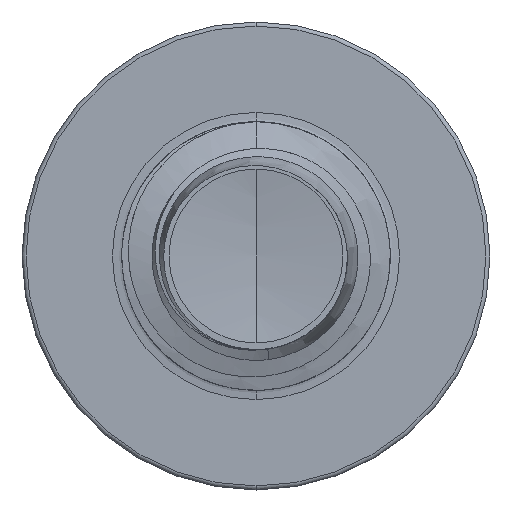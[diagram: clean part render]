
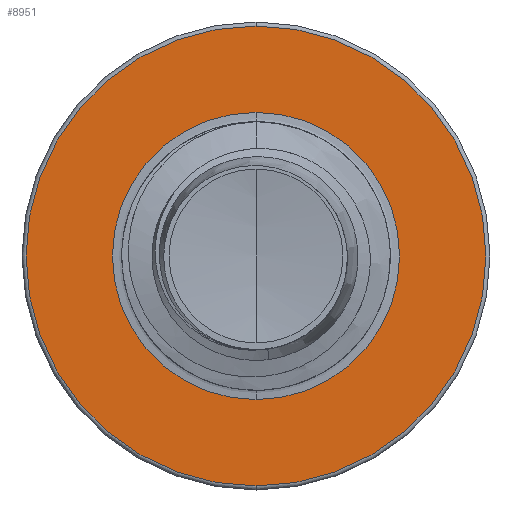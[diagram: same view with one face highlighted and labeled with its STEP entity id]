
A CAD part, front view. The second image highlights one B-rep face of the part: STEP entity #8951.
In plain terms, the highlighted planar face has unit normal (0, -1, 0).
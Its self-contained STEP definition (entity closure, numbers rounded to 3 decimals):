
#578 = DIRECTION ( 'NONE',  ( 0., 1., 0. ) ) ;
#1279 = AXIS2_PLACEMENT_3D ( 'NONE', #8705, #19823, #10396 ) ;
#1514 = AXIS2_PLACEMENT_3D ( 'NONE', #11469, #578, #12998 ) ;
#1593 = AXIS2_PLACEMENT_3D ( 'NONE', #3481, #15383, #5322 ) ;
#2682 = EDGE_LOOP ( 'NONE', ( #9499, #14196 ) ) ;
#3262 = CARTESIAN_POINT ( 'NONE',  ( 0., 11., -1.872 ) ) ;
#3481 = CARTESIAN_POINT ( 'NONE',  ( 0., 11., 0. ) ) ;
#3633 = VERTEX_POINT ( 'NONE', #9737 ) ;
#5115 = DIRECTION ( 'NONE',  ( 0., 1., 0. ) ) ;
#5322 = DIRECTION ( 'NONE',  ( 0., 0., 1. ) ) ;
#5398 = DIRECTION ( 'NONE',  ( 0., 1., 0. ) ) ;
#6698 = CIRCLE ( 'NONE', #1279, 1.872 ) ;
#7677 = AXIS2_PLACEMENT_3D ( 'NONE', #15450, #5398, #17037 ) ;
#7713 = VERTEX_POINT ( 'NONE', #14904 ) ;
#8705 = CARTESIAN_POINT ( 'NONE',  ( 0., 11., 0. ) ) ;
#8951 = ADVANCED_FACE ( 'NONE', ( #14313, #13321 ), #12009, .F. ) ;
#9499 = ORIENTED_EDGE ( 'NONE', *, *, #16125, .F. ) ;
#9737 = CARTESIAN_POINT ( 'NONE',  ( 0., 11., 2.998 ) ) ;
#10396 = DIRECTION ( 'NONE',  ( 0., 0., 1. ) ) ;
#10661 = AXIS2_PLACEMENT_3D ( 'NONE', #3262, #5115, #16795 ) ;
#11469 = CARTESIAN_POINT ( 'NONE',  ( 0., 11., 0. ) ) ;
#11709 = EDGE_CURVE ( 'NONE', #12103, #3633, #14548, .T. ) ;
#12009 = PLANE ( 'NONE',  #10661 ) ;
#12066 = CIRCLE ( 'NONE', #1593, 2.998 ) ;
#12103 = VERTEX_POINT ( 'NONE', #20986 ) ;
#12998 = DIRECTION ( 'NONE',  ( 0., 0., 1. ) ) ;
#13174 = EDGE_LOOP ( 'NONE', ( #15733, #18113 ) ) ;
#13321 = FACE_BOUND ( 'NONE', #13174, .T. ) ;
#14196 = ORIENTED_EDGE ( 'NONE', *, *, #11709, .F. ) ;
#14313 = FACE_OUTER_BOUND ( 'NONE', #2682, .T. ) ;
#14548 = CIRCLE ( 'NONE', #1514, 2.998 ) ;
#14795 = EDGE_CURVE ( 'NONE', #17584, #7713, #18464, .T. ) ;
#14904 = CARTESIAN_POINT ( 'NONE',  ( 0., 11., 1.872 ) ) ;
#15383 = DIRECTION ( 'NONE',  ( 0., 1., 0. ) ) ;
#15450 = CARTESIAN_POINT ( 'NONE',  ( 0., 11., 0. ) ) ;
#15733 = ORIENTED_EDGE ( 'NONE', *, *, #19547, .T. ) ;
#15974 = CARTESIAN_POINT ( 'NONE',  ( 0., 11., -1.872 ) ) ;
#16125 = EDGE_CURVE ( 'NONE', #3633, #12103, #12066, .T. ) ;
#16795 = DIRECTION ( 'NONE',  ( 0., 0., 1. ) ) ;
#17037 = DIRECTION ( 'NONE',  ( 0., 0., 1. ) ) ;
#17584 = VERTEX_POINT ( 'NONE', #15974 ) ;
#18113 = ORIENTED_EDGE ( 'NONE', *, *, #14795, .T. ) ;
#18464 = CIRCLE ( 'NONE', #7677, 1.872 ) ;
#19547 = EDGE_CURVE ( 'NONE', #7713, #17584, #6698, .T. ) ;
#19823 = DIRECTION ( 'NONE',  ( 0., 1., 0. ) ) ;
#20986 = CARTESIAN_POINT ( 'NONE',  ( 0., 11., -2.997 ) ) ;
